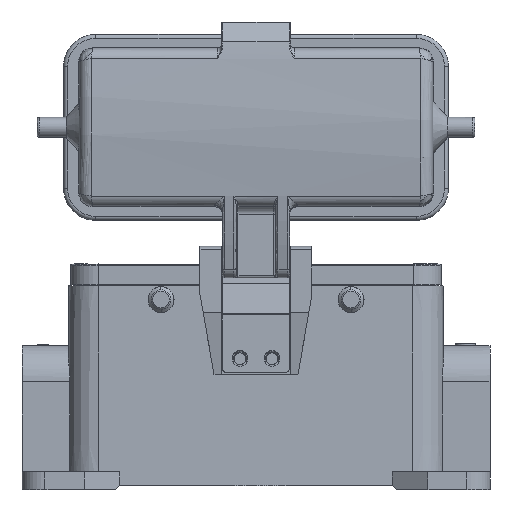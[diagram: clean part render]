
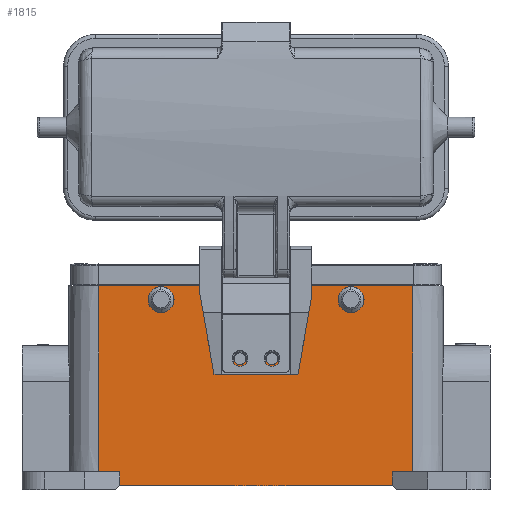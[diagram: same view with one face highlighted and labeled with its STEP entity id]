
A CAD part, front view. The second image highlights one B-rep face of the part: STEP entity #1815.
In plain terms, the highlighted planar face has unit normal (0, -1, 0.009).
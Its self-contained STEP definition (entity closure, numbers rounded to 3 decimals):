
#42=ELLIPSE('',#17707,1.5,1.5);
#43=ELLIPSE('',#17708,1.5,1.5);
#262=FACE_BOUND('',#4034,.T.);
#263=FACE_BOUND('',#4035,.T.);
#264=FACE_BOUND('',#4036,.T.);
#265=FACE_BOUND('',#4037,.T.);
#266=FACE_BOUND('',#4038,.T.);
#267=FACE_BOUND('',#4039,.T.);
#892=PLANE('',#17709);
#1815=ADVANCED_FACE('',(#262,#263,#264,#265,#266,#267),#892,.T.);
#4034=EDGE_LOOP('',(#9805));
#4035=EDGE_LOOP('',(#9806));
#4036=EDGE_LOOP('',(#9807));
#4037=EDGE_LOOP('',(#9808));
#4038=EDGE_LOOP('',(#9809));
#4039=EDGE_LOOP('',(#9810,#9811,#9812,#9813,#9814,#9815,#9816,#9817,#9818,
#9819,#9820,#9821));
#5178=CIRCLE('',#17704,1.5);
#5179=CIRCLE('',#17705,1.5);
#5180=CIRCLE('',#17706,1.5);
#9805=ORIENTED_EDGE('',*,*,#13716,.F.);
#9806=ORIENTED_EDGE('',*,*,#13717,.F.);
#9807=ORIENTED_EDGE('',*,*,#13718,.F.);
#9808=ORIENTED_EDGE('',*,*,#13719,.T.);
#9809=ORIENTED_EDGE('',*,*,#13720,.T.);
#9810=ORIENTED_EDGE('',*,*,#13713,.T.);
#9811=ORIENTED_EDGE('',*,*,#13696,.T.);
#9812=ORIENTED_EDGE('',*,*,#13514,.F.);
#9813=ORIENTED_EDGE('',*,*,#13506,.T.);
#9814=ORIENTED_EDGE('',*,*,#13499,.F.);
#9815=ORIENTED_EDGE('',*,*,#13721,.T.);
#9816=ORIENTED_EDGE('',*,*,#13461,.F.);
#9817=ORIENTED_EDGE('',*,*,#13449,.T.);
#9818=ORIENTED_EDGE('',*,*,#13441,.T.);
#9819=ORIENTED_EDGE('',*,*,#13425,.T.);
#9820=ORIENTED_EDGE('',*,*,#13424,.F.);
#9821=ORIENTED_EDGE('',*,*,#13715,.F.);
#11170=VERTEX_POINT('',#32761);
#11171=VERTEX_POINT('',#32763);
#11172=VERTEX_POINT('',#32767);
#11185=VERTEX_POINT('',#32810);
#11190=VERTEX_POINT('',#32831);
#11200=VERTEX_POINT('',#32866);
#11221=VERTEX_POINT('',#32935);
#11223=VERTEX_POINT('',#32939);
#11228=VERTEX_POINT('',#32955);
#11235=VERTEX_POINT('',#32971);
#11355=VERTEX_POINT('',#33468);
#11365=VERTEX_POINT('',#33502);
#11366=VERTEX_POINT('',#33508);
#11367=VERTEX_POINT('',#33510);
#11368=VERTEX_POINT('',#33512);
#11369=VERTEX_POINT('',#33514);
#11370=VERTEX_POINT('',#33516);
#13424=EDGE_CURVE('',#11171,#11170,#14721,.T.);
#13425=EDGE_CURVE('',#11172,#11170,#14722,.T.);
#13441=EDGE_CURVE('',#11185,#11172,#14734,.T.);
#13449=EDGE_CURVE('',#11190,#11185,#14739,.T.);
#13461=EDGE_CURVE('',#11190,#11200,#14746,.T.);
#13499=EDGE_CURVE('',#11223,#11221,#14775,.T.);
#13506=EDGE_CURVE('',#11228,#11221,#14778,.T.);
#13514=EDGE_CURVE('',#11228,#11235,#14785,.T.);
#13696=EDGE_CURVE('',#11355,#11235,#14919,.T.);
#13713=EDGE_CURVE('',#11365,#11355,#14932,.T.);
#13715=EDGE_CURVE('',#11365,#11171,#14934,.T.);
#13716=EDGE_CURVE('',#11366,#11366,#5178,.T.);
#13717=EDGE_CURVE('',#11367,#11367,#5179,.T.);
#13718=EDGE_CURVE('',#11368,#11368,#5180,.T.);
#13719=EDGE_CURVE('',#11369,#11369,#42,.T.);
#13720=EDGE_CURVE('',#11370,#11370,#43,.T.);
#13721=EDGE_CURVE('',#11223,#11200,#14935,.T.);
#14721=LINE('',#32764,#15930);
#14722=LINE('',#32766,#15931);
#14734=LINE('',#32809,#15943);
#14739=LINE('',#32830,#15948);
#14746=LINE('',#32865,#15955);
#14775=LINE('',#32940,#15984);
#14778=LINE('',#32954,#15987);
#14785=LINE('',#32970,#15994);
#14919=LINE('',#33467,#16128);
#14932=LINE('',#33501,#16141);
#14934=LINE('',#33505,#16143);
#14935=LINE('',#33517,#16144);
#15930=VECTOR('',#21560,1.);
#15931=VECTOR('',#21563,1.);
#15943=VECTOR('',#21587,1.);
#15948=VECTOR('',#21598,1.);
#15955=VECTOR('',#21617,1.);
#15984=VECTOR('',#21690,1.);
#15987=VECTOR('',#21707,1.);
#15994=VECTOR('',#21718,1.);
#16128=VECTOR('',#22002,1.);
#16141=VECTOR('',#22037,1.);
#16143=VECTOR('',#22041,1.);
#16144=VECTOR('',#22054,1.);
#17704=AXIS2_PLACEMENT_3D('',#33507,#22044,#22045);
#17705=AXIS2_PLACEMENT_3D('',#33509,#22046,#22047);
#17706=AXIS2_PLACEMENT_3D('',#33511,#22048,#22049);
#17707=AXIS2_PLACEMENT_3D('',#33513,#22050,#22051);
#17708=AXIS2_PLACEMENT_3D('',#33515,#22052,#22053);
#17709=AXIS2_PLACEMENT_3D('',#33518,#22055,#22056);
#21560=DIRECTION('',(1.,0.,0.));
#21563=DIRECTION('',(0.,-0.009,-1.));
#21587=DIRECTION('',(-1.,0.,0.));
#21598=DIRECTION('',(0.,0.009,1.));
#21617=DIRECTION('',(-1.,0.,0.));
#21690=DIRECTION('',(-1.,0.,0.));
#21707=DIRECTION('',(0.,-0.009,-1.));
#21718=DIRECTION('',(-1.,0.,0.));
#22002=DIRECTION('',(0.,-0.009,-1.));
#22037=DIRECTION('',(-1.,0.,0.));
#22041=DIRECTION('',(0.,-0.009,-1.));
#22044=DIRECTION('',(0.,-1.,0.009));
#22045=DIRECTION('',(1.,0.,0.));
#22046=DIRECTION('',(0.,-1.,0.009));
#22047=DIRECTION('',(1.,0.,0.));
#22048=DIRECTION('',(0.,-1.,0.009));
#22049=DIRECTION('',(1.,0.,0.));
#22050=DIRECTION('',(0.,1.,-0.009));
#22051=DIRECTION('',(0.,0.009,1.));
#22052=DIRECTION('',(0.,1.,-0.009));
#22053=DIRECTION('',(0.,0.009,1.));
#22054=DIRECTION('',(0.,0.009,1.));
#22055=DIRECTION('',(0.,-1.,0.009));
#22056=DIRECTION('',(-1.,0.,0.));
#32761=CARTESIAN_POINT('',(1.6,-21.526,21.5));
#32763=CARTESIAN_POINT('',(-1.6,-21.526,21.5));
#32764=CARTESIAN_POINT('',(-1.6,-21.526,21.5));
#32766=CARTESIAN_POINT('',(1.6,-21.5,24.5));
#32767=CARTESIAN_POINT('',(1.6,-21.5,24.5));
#32809=CARTESIAN_POINT('',(39.25,-21.5,24.5));
#32810=CARTESIAN_POINT('',(39.25,-21.5,24.5));
#32830=CARTESIAN_POINT('',(39.25,-21.906,-22.));
#32831=CARTESIAN_POINT('',(39.25,-21.906,-22.));
#32865=CARTESIAN_POINT('',(39.25,-21.906,-22.));
#32866=CARTESIAN_POINT('',(34.,-21.906,-22.));
#32935=CARTESIAN_POINT('',(-34.,-21.936,-25.5));
#32939=CARTESIAN_POINT('',(34.,-21.936,-25.5));
#32940=CARTESIAN_POINT('',(34.,-21.936,-25.5));
#32954=CARTESIAN_POINT('',(-34.,-21.906,-22.));
#32955=CARTESIAN_POINT('',(-34.,-21.906,-22.));
#32970=CARTESIAN_POINT('',(-34.,-21.906,-22.));
#32971=CARTESIAN_POINT('',(-39.25,-21.906,-22.));
#33467=CARTESIAN_POINT('',(-39.25,-21.5,24.5));
#33468=CARTESIAN_POINT('',(-39.25,-21.5,24.5));
#33501=CARTESIAN_POINT('',(-1.6,-21.5,24.5));
#33502=CARTESIAN_POINT('',(-1.6,-21.5,24.5));
#33505=CARTESIAN_POINT('',(-1.6,-21.5,24.5));
#33507=CARTESIAN_POINT('',(4.,-21.66,6.212));
#33508=CARTESIAN_POINT('',(5.5,-21.66,6.212));
#33509=CARTESIAN_POINT('',(0.,-21.542,19.712));
#33510=CARTESIAN_POINT('',(1.5,-21.542,19.712));
#33511=CARTESIAN_POINT('',(-4.,-21.66,6.212));
#33512=CARTESIAN_POINT('',(-2.5,-21.66,6.212));
#33513=CARTESIAN_POINT('',(23.75,-21.531,21.));
#33514=CARTESIAN_POINT('',(23.75,-21.517,22.5));
#33515=CARTESIAN_POINT('',(-23.75,-21.531,21.));
#33516=CARTESIAN_POINT('',(-23.75,-21.517,22.5));
#33517=CARTESIAN_POINT('',(34.,-21.936,-25.5));
#33518=CARTESIAN_POINT('',(-41.628,-21.5,24.5));
